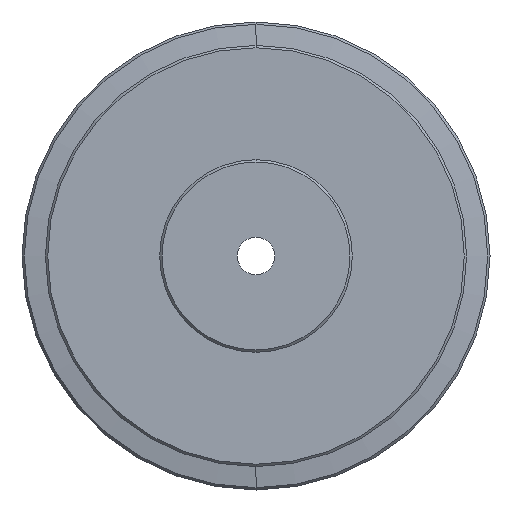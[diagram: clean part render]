
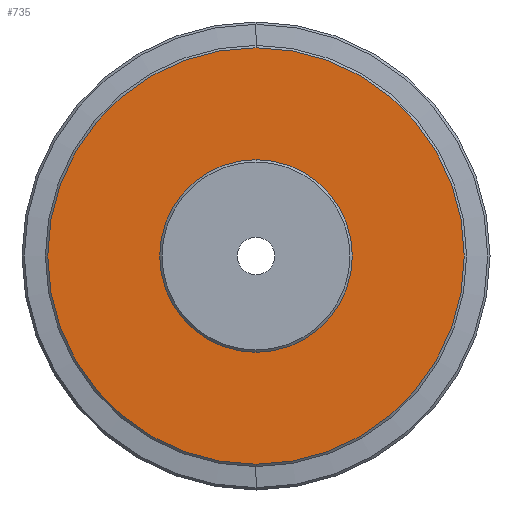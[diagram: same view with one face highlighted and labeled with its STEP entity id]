
A CAD part, front view. The second image highlights one B-rep face of the part: STEP entity #735.
In plain terms, the highlighted planar face has unit normal (0, -1, 0).
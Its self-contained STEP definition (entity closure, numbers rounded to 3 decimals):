
#20 = CARTESIAN_POINT ( 'NONE',  ( 0., -35., 0. ) ) ;
#27 = AXIS2_PLACEMENT_3D ( 'NONE', #417, #968, #879 ) ;
#39 = AXIS2_PLACEMENT_3D ( 'NONE', #20, #401, #1134 ) ;
#54 = PLANE ( 'NONE',  #274 ) ;
#90 = EDGE_LOOP ( 'NONE', ( #619, #808 ) ) ;
#118 = VERTEX_POINT ( 'NONE', #395 ) ;
#155 = FACE_BOUND ( 'NONE', #90, .T. ) ;
#159 = AXIS2_PLACEMENT_3D ( 'NONE', #354, #538, #900 ) ;
#161 = DIRECTION ( 'NONE',  ( 0., -1., 0. ) ) ;
#193 = CARTESIAN_POINT ( 'NONE',  ( 0., -35., -44.5 ) ) ;
#274 = AXIS2_PLACEMENT_3D ( 'NONE', #908, #161, #804 ) ;
#330 = CARTESIAN_POINT ( 'NONE',  ( 0., -35., -20.583 ) ) ;
#354 = CARTESIAN_POINT ( 'NONE',  ( 0., -35., 0. ) ) ;
#377 = EDGE_CURVE ( 'NONE', #1131, #118, #684, .T. ) ;
#395 = CARTESIAN_POINT ( 'NONE',  ( 0., -35., 20.583 ) ) ;
#401 = DIRECTION ( 'NONE',  ( 0., -1., 0. ) ) ;
#413 = DIRECTION ( 'NONE',  ( 0., -1., 0. ) ) ;
#417 = CARTESIAN_POINT ( 'NONE',  ( 0., -35., 0. ) ) ;
#426 = EDGE_LOOP ( 'NONE', ( #1048, #769 ) ) ;
#489 = VERTEX_POINT ( 'NONE', #193 ) ;
#538 = DIRECTION ( 'NONE',  ( 0., 1., 0. ) ) ;
#557 = CIRCLE ( 'NONE', #27, 20.583 ) ;
#612 = CARTESIAN_POINT ( 'NONE',  ( 0., -35., 44.5 ) ) ;
#619 = ORIENTED_EDGE ( 'NONE', *, *, #377, .T. ) ;
#628 = EDGE_CURVE ( 'NONE', #489, #839, #1165, .T. ) ;
#681 = CARTESIAN_POINT ( 'NONE',  ( 0., -35., 0. ) ) ;
#684 = CIRCLE ( 'NONE', #159, 20.583 ) ;
#712 = EDGE_CURVE ( 'NONE', #839, #489, #807, .T. ) ;
#735 = ADVANCED_FACE ( 'NONE', ( #984, #155 ), #54, .T. ) ;
#756 = AXIS2_PLACEMENT_3D ( 'NONE', #681, #413, #785 ) ;
#769 = ORIENTED_EDGE ( 'NONE', *, *, #628, .T. ) ;
#785 = DIRECTION ( 'NONE',  ( 0., 0., -1. ) ) ;
#804 = DIRECTION ( 'NONE',  ( 0., 0., 1. ) ) ;
#807 = CIRCLE ( 'NONE', #39, 44.5 ) ;
#808 = ORIENTED_EDGE ( 'NONE', *, *, #1093, .T. ) ;
#839 = VERTEX_POINT ( 'NONE', #612 ) ;
#879 = DIRECTION ( 'NONE',  ( 0., 0., 1. ) ) ;
#900 = DIRECTION ( 'NONE',  ( 0., 0., 1. ) ) ;
#908 = CARTESIAN_POINT ( 'NONE',  ( 0., -35., 0. ) ) ;
#968 = DIRECTION ( 'NONE',  ( 0., 1., 0. ) ) ;
#984 = FACE_OUTER_BOUND ( 'NONE', #426, .T. ) ;
#1048 = ORIENTED_EDGE ( 'NONE', *, *, #712, .T. ) ;
#1093 = EDGE_CURVE ( 'NONE', #118, #1131, #557, .T. ) ;
#1131 = VERTEX_POINT ( 'NONE', #330 ) ;
#1134 = DIRECTION ( 'NONE',  ( 0., 0., -1. ) ) ;
#1165 = CIRCLE ( 'NONE', #756, 44.5 ) ;
